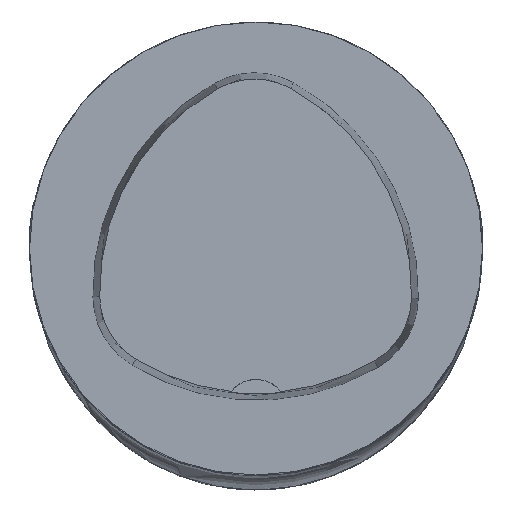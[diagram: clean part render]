
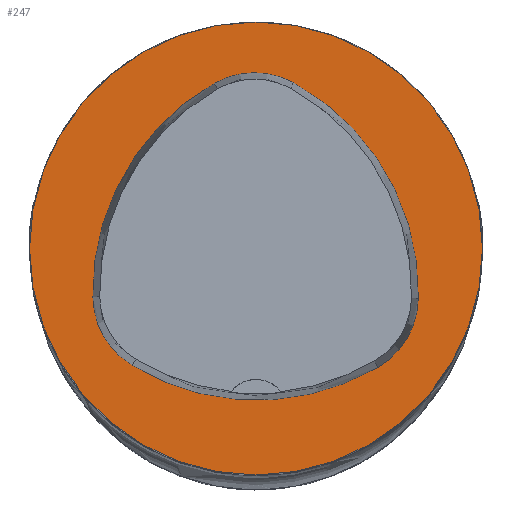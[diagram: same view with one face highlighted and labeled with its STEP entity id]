
A CAD part, top view. The second image highlights one B-rep face of the part: STEP entity #247.
In plain terms, the highlighted planar face has unit normal (0, 0, 1).
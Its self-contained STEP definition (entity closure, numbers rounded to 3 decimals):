
#247=ADVANCED_FACE('',(#467,#468),#292,.T.);
#292=PLANE('',#1402);
#467=FACE_BOUND('',#522,.T.);
#468=FACE_BOUND('',#523,.T.);
#522=EDGE_LOOP('',(#783,#784,#785,#786,#787,#788));
#523=EDGE_LOOP('',(#789));
#783=ORIENTED_EDGE('',*,*,#1142,.T.);
#784=ORIENTED_EDGE('',*,*,#1122,.T.);
#785=ORIENTED_EDGE('',*,*,#1126,.T.);
#786=ORIENTED_EDGE('',*,*,#1129,.T.);
#787=ORIENTED_EDGE('',*,*,#1132,.T.);
#788=ORIENTED_EDGE('',*,*,#1140,.T.);
#789=ORIENTED_EDGE('',*,*,#1113,.F.);
#970=VERTEX_POINT('',#2242);
#979=VERTEX_POINT('',#2261);
#980=VERTEX_POINT('',#2262);
#983=VERTEX_POINT('',#2270);
#985=VERTEX_POINT('',#2276);
#987=VERTEX_POINT('',#2282);
#994=VERTEX_POINT('',#2303);
#1113=EDGE_CURVE('',#970,#970,#1190,.T.);
#1122=EDGE_CURVE('',#979,#980,#1191,.T.);
#1126=EDGE_CURVE('',#980,#983,#1193,.T.);
#1129=EDGE_CURVE('',#983,#985,#1195,.T.);
#1132=EDGE_CURVE('',#985,#987,#1197,.T.);
#1140=EDGE_CURVE('',#987,#994,#1201,.T.);
#1142=EDGE_CURVE('',#994,#979,#1203,.T.);
#1190=CIRCLE('',#1374,50.);
#1191=CIRCLE('',#1380,53.);
#1193=CIRCLE('',#1383,18.);
#1195=CIRCLE('',#1386,53.);
#1197=CIRCLE('',#1389,18.);
#1201=CIRCLE('',#1394,53.);
#1203=CIRCLE('',#1397,18.);
#1374=AXIS2_PLACEMENT_3D('',#2241,#1639,#1640);
#1380=AXIS2_PLACEMENT_3D('',#2260,#1655,#1656);
#1383=AXIS2_PLACEMENT_3D('',#2269,#1663,#1664);
#1386=AXIS2_PLACEMENT_3D('',#2275,#1670,#1671);
#1389=AXIS2_PLACEMENT_3D('',#2281,#1677,#1678);
#1394=AXIS2_PLACEMENT_3D('',#2304,#1689,#1690);
#1397=AXIS2_PLACEMENT_3D('',#2307,#1695,#1696);
#1402=AXIS2_PLACEMENT_3D('',#2312,#1705,#1706);
#1639=DIRECTION('',(0.,0.,-1.));
#1640=DIRECTION('',(-1.,0.,0.));
#1655=DIRECTION('',(0.,0.,-1.));
#1656=DIRECTION('',(-1.,0.,0.));
#1663=DIRECTION('',(0.,0.,-1.));
#1664=DIRECTION('',(-1.,0.,0.));
#1670=DIRECTION('',(0.,0.,-1.));
#1671=DIRECTION('',(-1.,0.,0.));
#1677=DIRECTION('',(0.,0.,-1.));
#1678=DIRECTION('',(-1.,0.,0.));
#1689=DIRECTION('',(0.,0.,-1.));
#1690=DIRECTION('',(-1.,0.,0.));
#1695=DIRECTION('',(0.,0.,-1.));
#1696=DIRECTION('',(-1.,0.,0.));
#1705=DIRECTION('',(0.,0.,1.));
#1706=DIRECTION('',(1.,0.,0.));
#2241=CARTESIAN_POINT('',(0.,0.,0.));
#2242=CARTESIAN_POINT('',(-50.,0.,0.));
#2260=CARTESIAN_POINT('',(16.978,-9.621,0.));
#2261=CARTESIAN_POINT('',(-36.009,-10.801,0.));
#2262=CARTESIAN_POINT('',(-9.238,36.441,0.));
#2269=CARTESIAN_POINT('',(-0.334,20.797,0.));
#2270=CARTESIAN_POINT('',(8.312,36.585,0.));
#2275=CARTESIAN_POINT('',(-17.147,-9.9,0.));
#2276=CARTESIAN_POINT('',(35.839,-11.094,0.));
#2281=CARTESIAN_POINT('',(17.844,-10.688,0.));
#2282=CARTESIAN_POINT('',(26.94,-26.221,0.));
#2303=CARTESIAN_POINT('',(-27.358,-25.784,0.));
#2304=CARTESIAN_POINT('',(0.157,19.514,0.));
#2307=CARTESIAN_POINT('',(-18.013,-10.4,0.));
#2312=CARTESIAN_POINT('',(0.,0.,0.));
